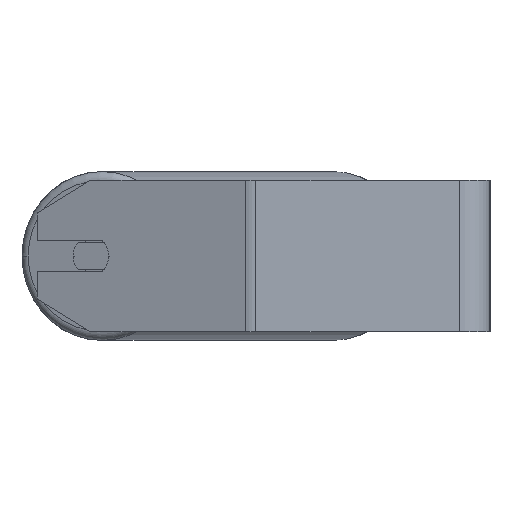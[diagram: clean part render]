
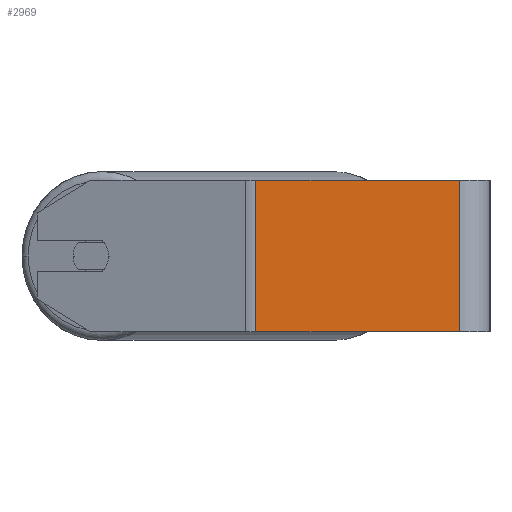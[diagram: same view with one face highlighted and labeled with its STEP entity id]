
A CAD part, left-side view. The second image highlights one B-rep face of the part: STEP entity #2969.
In plain terms, the highlighted planar face has unit normal (-1, 0, 0).
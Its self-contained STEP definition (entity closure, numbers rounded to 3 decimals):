
#380 = CARTESIAN_POINT ( 'NONE',  ( -405., 123.41, 40. ) ) ;
#492 = FACE_OUTER_BOUND ( 'NONE', #7008, .T. ) ;
#519 = DIRECTION ( 'NONE',  ( 1., 0., 0. ) ) ;
#592 = LINE ( 'NONE', #2372, #6507 ) ;
#906 = AXIS2_PLACEMENT_3D ( 'NONE', #5610, #519, #5040 ) ;
#970 = DIRECTION ( 'NONE',  ( 0., -1., 0. ) ) ;
#971 = EDGE_CURVE ( 'NONE', #5752, #3062, #1681, .T. ) ;
#976 = ORIENTED_EDGE ( 'NONE', *, *, #971, .F. ) ;
#1128 = EDGE_CURVE ( 'NONE', #4906, #3062, #6012, .T. ) ;
#1522 = CARTESIAN_POINT ( 'NONE',  ( -405., 126.231, -40. ) ) ;
#1681 = LINE ( 'NONE', #3942, #5749 ) ;
#1856 = CARTESIAN_POINT ( 'NONE',  ( -405., 123.41, -40. ) ) ;
#2329 = ORIENTED_EDGE ( 'NONE', *, *, #1128, .T. ) ;
#2372 = CARTESIAN_POINT ( 'NONE',  ( -405., 126.231, 40. ) ) ;
#2969 = ADVANCED_FACE ( 'NONE', ( #492 ), #5005, .F. ) ;
#3006 = DIRECTION ( 'NONE',  ( 0., 0., -1. ) ) ;
#3062 = VERTEX_POINT ( 'NONE', #4594 ) ;
#3272 = ORIENTED_EDGE ( 'NONE', *, *, #6813, .F. ) ;
#3810 = LINE ( 'NONE', #5591, #4593 ) ;
#3942 = CARTESIAN_POINT ( 'NONE',  ( -405., 16., 40. ) ) ;
#4084 = VECTOR ( 'NONE', #970, 1000. ) ;
#4398 = EDGE_CURVE ( 'NONE', #5075, #4906, #3810, .T. ) ;
#4593 = VECTOR ( 'NONE', #5515, 1000. ) ;
#4594 = CARTESIAN_POINT ( 'NONE',  ( -405., 16., -40. ) ) ;
#4870 = CARTESIAN_POINT ( 'NONE',  ( -405., 16., 40. ) ) ;
#4906 = VERTEX_POINT ( 'NONE', #1856 ) ;
#5005 = PLANE ( 'NONE',  #906 ) ;
#5040 = DIRECTION ( 'NONE',  ( 0., 0., -1. ) ) ;
#5075 = VERTEX_POINT ( 'NONE', #380 ) ;
#5114 = DIRECTION ( 'NONE',  ( 0., -1., 0. ) ) ;
#5417 = ORIENTED_EDGE ( 'NONE', *, *, #4398, .T. ) ;
#5515 = DIRECTION ( 'NONE',  ( 0., 0., -1. ) ) ;
#5591 = CARTESIAN_POINT ( 'NONE',  ( -405., 123.41, 40. ) ) ;
#5610 = CARTESIAN_POINT ( 'NONE',  ( -405., 126.231, 40. ) ) ;
#5749 = VECTOR ( 'NONE', #3006, 1000. ) ;
#5752 = VERTEX_POINT ( 'NONE', #4870 ) ;
#6012 = LINE ( 'NONE', #1522, #4084 ) ;
#6507 = VECTOR ( 'NONE', #5114, 1000. ) ;
#6813 = EDGE_CURVE ( 'NONE', #5075, #5752, #592, .T. ) ;
#7008 = EDGE_LOOP ( 'NONE', ( #2329, #976, #3272, #5417 ) ) ;
